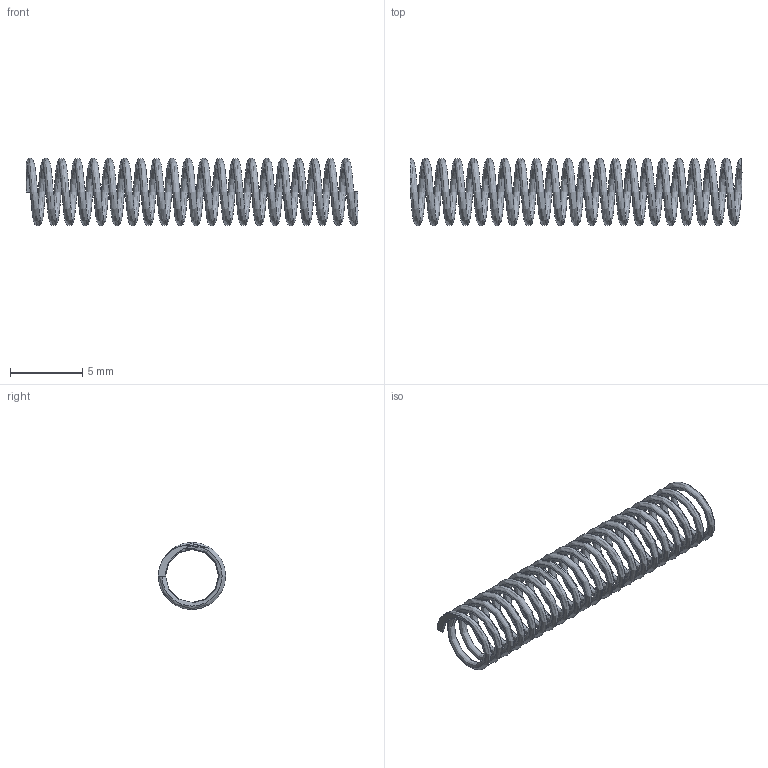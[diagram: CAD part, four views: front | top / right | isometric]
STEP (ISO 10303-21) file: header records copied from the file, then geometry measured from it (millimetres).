
FILE_DESCRIPTION (( 'STEP AP214' ), '1' );
FILE_NAME ('Drum - Cranck Stop Spring.STEP', '2025-07-06T08:35:25', ( '' ), ( '' ), 'SwSTEP 2.0', 'SolidWorks 2025', '' );
FILE_SCHEMA (( 'AUTOMOTIVE_DESIGN' ));
Length unit declared in the file: millimetre
Products named in the file (1): Drum - Cranck Stop Spring
Bounding box: 22.9 x 4.65 x 4.65 mm (x, y, z)
Volume: 53.4 mm3; surface area: 429.6 mm2
Topology: 1 solids, 1 shells, 6 faces, 12 edges, 8 vertices
Faces by surface type: plane 4, bspline 2
Entity records: 4466 total; most frequent: CARTESIAN_POINT 4321, ORIENTED_EDGE 24, DIRECTION 20, EDGE_CURVE 12, AXIS2_PLACEMENT_3D 9, VERTEX_POINT 8, ADVANCED_FACE 6, FACE_OUTER_BOUND 6
